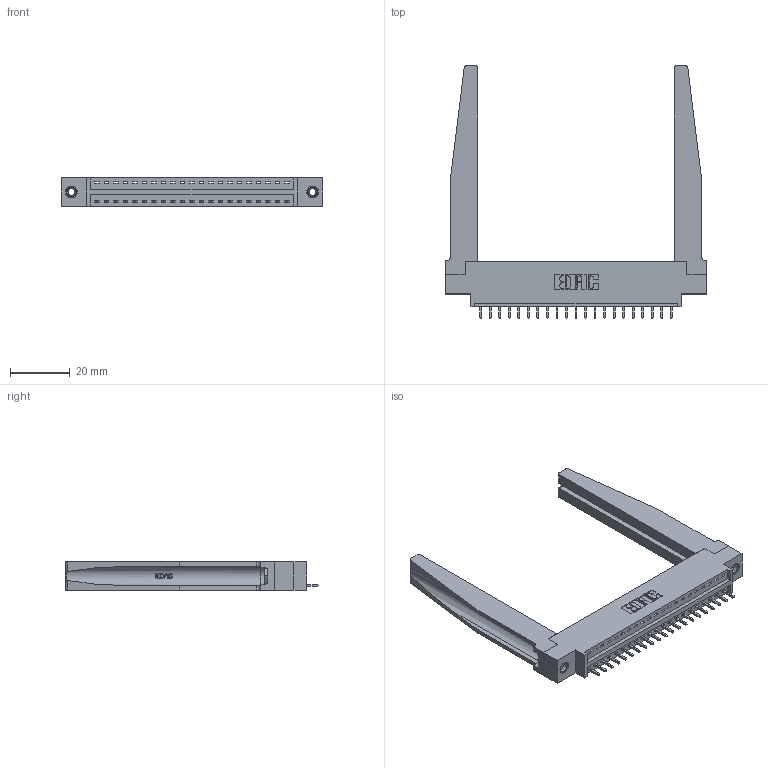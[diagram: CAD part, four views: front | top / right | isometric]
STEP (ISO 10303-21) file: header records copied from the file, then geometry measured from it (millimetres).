
FILE_DESCRIPTION (( 'STEP AP203' ), '1' );
FILE_NAME ('396-021-521-678.STEP', '2019-10-27T03:57:27', ( '' ), ( '' ), 'SwSTEP 2.0', 'SolidWorks 2016', '' );
FILE_SCHEMA (( 'CONFIG_CONTROL_DESIGN' ));
Length unit declared in the file: inch
Products named in the file (5): 345-250-001_345-250-001-102; 396-021-521-678; 346-220-078_345-220-078; 346 Part_0.170 Offset - 0.156 Dia-TH; 345-292-001_345-293-121
Assembly tree (26 placements, depth 2):
  396-021-521-678
    346 Part_0.170 Offset - 0.156 Dia-TH
    345-292-001_345-293-121  x21
    346-220-078_345-220-078  x2
    345-250-001_345-250-001-102  x2
Bounding box: 87.25 x 84.33 x 9.4 mm (x, y, z)
Volume: 14901.5 mm3; surface area: 16225.9 mm2
Topology: 26 solids, 26 shells, 1578 faces, 4645 edges, 3058 vertices
Faces by surface type: plane 1062, cylinder 464, bspline 36, cone 12, torus 4
Entity records: 20758 total; most frequent: CARTESIAN_POINT 4478, ORIENTED_EDGE 3322, DIRECTION 2961, EDGE_CURVE 1661, VECTOR 1351, LINE 1351, VERTEX_POINT 1100, AXIS2_PLACEMENT_3D 805
